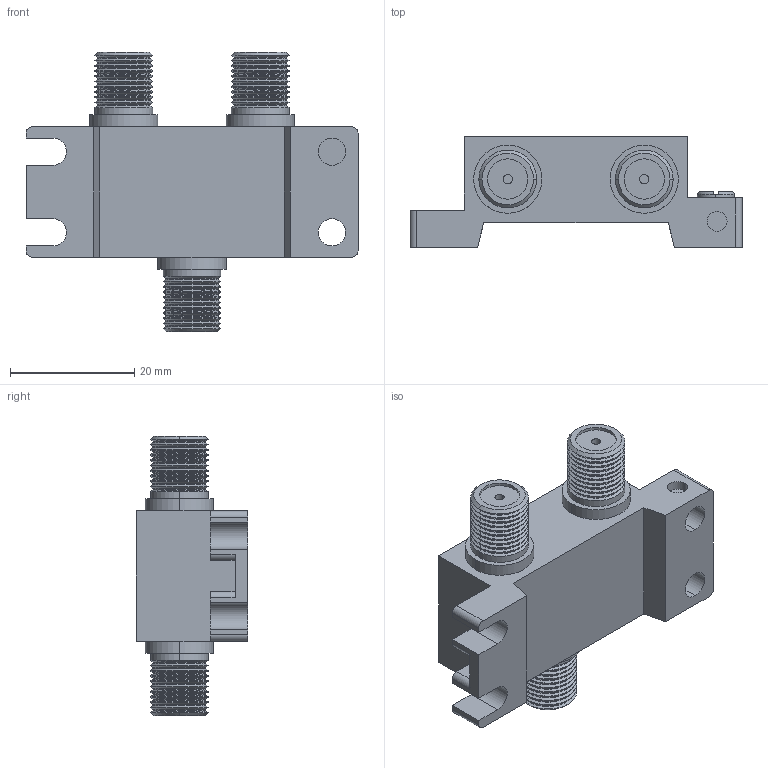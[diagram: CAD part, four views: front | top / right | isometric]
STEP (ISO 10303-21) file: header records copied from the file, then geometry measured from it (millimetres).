
FILE_DESCRIPTION (( 'STEP AP203' ), '1' );
FILE_NAME ('LCDP1008_3D.STEP', '2022-11-03T15:24:21', ( '' ), ( '' ), 'SwSTEP 2.0', 'SolidWorks 2022', '' );
FILE_SCHEMA (( 'CONFIG_CONTROL_DESIGN' ));
Length unit declared in the file: millimetre
Products named in the file (1): LCDP1008_3D
Bounding box: 53.5 x 17.9 x 45 mm (x, y, z)
Volume: 14647.2 mm3; surface area: 6369.6 mm2
Topology: 1 solids, 1 shells, 604 faces, 1370 edges, 812 vertices
Faces by surface type: plane 190, cone 126, torus 122, cylinder 96, bspline 70
Entity records: 21269 total; most frequent: CARTESIAN_POINT 7821, DIRECTION 2806, ORIENTED_EDGE 2740, EDGE_CURVE 1370, AXIS2_PLACEMENT_3D 1045, VERTEX_POINT 812, VECTOR 716, LINE 716
